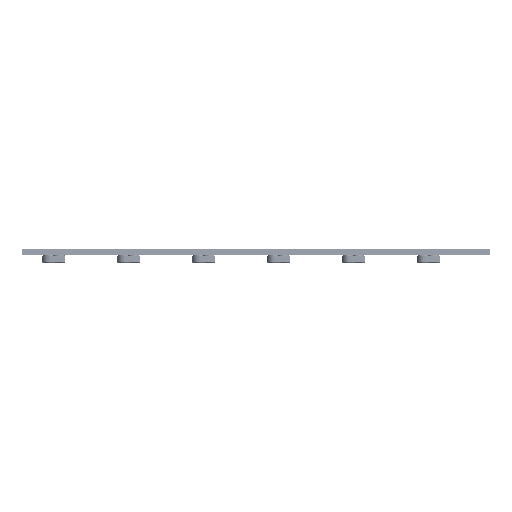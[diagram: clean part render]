
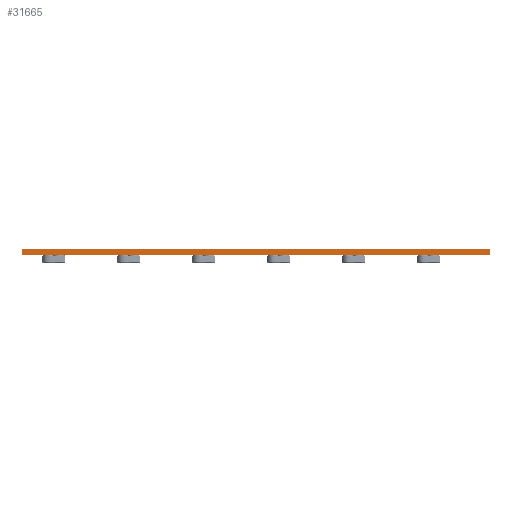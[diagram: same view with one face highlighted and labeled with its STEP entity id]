
A CAD part, left-side view. The second image highlights one B-rep face of the part: STEP entity #31665.
In plain terms, the highlighted planar face has unit normal (-1, 0, 0).
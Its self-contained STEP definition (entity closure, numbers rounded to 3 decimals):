
#31484 = PLANE('',#31485);
#31485 = AXIS2_PLACEMENT_3D('',#31486,#31487,#31488);
#31486 = CARTESIAN_POINT('',(538.163,-35.719,0.));
#31487 = DIRECTION('',(0.,-1.,0.));
#31488 = DIRECTION('',(-1.,0.,0.));
#31509 = VERTEX_POINT('',#31510);
#31510 = CARTESIAN_POINT('',(323.85,-35.719,1.6));
#31524 = PLANE('',#31525);
#31525 = AXIS2_PLACEMENT_3D('',#31526,#31527,#31528);
#31526 = CARTESIAN_POINT('',(431.006,-95.25,1.6));
#31527 = DIRECTION('',(0.,0.,1.));
#31528 = DIRECTION('',(1.,0.,-0.));
#31536 = EDGE_CURVE('',#31537,#31509,#31539,.T.);
#31537 = VERTEX_POINT('',#31538);
#31538 = CARTESIAN_POINT('',(323.85,-35.719,0.));
#31539 = SURFACE_CURVE('',#31540,(#31544,#31551),.PCURVE_S1.);
#31540 = LINE('',#31541,#31542);
#31541 = CARTESIAN_POINT('',(323.85,-35.719,0.));
#31542 = VECTOR('',#31543,1.);
#31543 = DIRECTION('',(0.,0.,1.));
#31544 = PCURVE('',#31484,#31545);
#31545 = DEFINITIONAL_REPRESENTATION('',(#31546),#31550);
#31546 = LINE('',#31547,#31548);
#31547 = CARTESIAN_POINT('',(214.313,0.));
#31548 = VECTOR('',#31549,1.);
#31549 = DIRECTION('',(0.,-1.));
#31550 = ( GEOMETRIC_REPRESENTATION_CONTEXT(2) 
PARAMETRIC_REPRESENTATION_CONTEXT() REPRESENTATION_CONTEXT('2D SPACE',''
  ) );
#31551 = PCURVE('',#31552,#31557);
#31552 = PLANE('',#31553);
#31553 = AXIS2_PLACEMENT_3D('',#31554,#31555,#31556);
#31554 = CARTESIAN_POINT('',(323.85,-35.719,0.));
#31555 = DIRECTION('',(1.,0.,-0.));
#31556 = DIRECTION('',(0.,-1.,0.));
#31557 = DEFINITIONAL_REPRESENTATION('',(#31558),#31562);
#31558 = LINE('',#31559,#31560);
#31559 = CARTESIAN_POINT('',(0.,0.));
#31560 = VECTOR('',#31561,1.);
#31561 = DIRECTION('',(0.,-1.));
#31562 = ( GEOMETRIC_REPRESENTATION_CONTEXT(2) 
PARAMETRIC_REPRESENTATION_CONTEXT() REPRESENTATION_CONTEXT('2D SPACE',''
  ) );
#31578 = PLANE('',#31579);
#31579 = AXIS2_PLACEMENT_3D('',#31580,#31581,#31582);
#31580 = CARTESIAN_POINT('',(431.006,-95.25,0.));
#31581 = DIRECTION('',(0.,0.,1.));
#31582 = DIRECTION('',(1.,0.,-0.));
#31611 = PLANE('',#31612);
#31612 = AXIS2_PLACEMENT_3D('',#31613,#31614,#31615);
#31613 = CARTESIAN_POINT('',(323.85,-154.781,0.));
#31614 = DIRECTION('',(0.,1.,0.));
#31615 = DIRECTION('',(1.,0.,0.));
#31665 = ADVANCED_FACE('',(#31666),#31552,.F.);
#31666 = FACE_BOUND('',#31667,.F.);
#31667 = EDGE_LOOP('',(#31668,#31669,#31692,#31715));
#31668 = ORIENTED_EDGE('',*,*,#31536,.T.);
#31669 = ORIENTED_EDGE('',*,*,#31670,.T.);
#31670 = EDGE_CURVE('',#31509,#31671,#31673,.T.);
#31671 = VERTEX_POINT('',#31672);
#31672 = CARTESIAN_POINT('',(323.85,-154.781,1.6));
#31673 = SURFACE_CURVE('',#31674,(#31678,#31685),.PCURVE_S1.);
#31674 = LINE('',#31675,#31676);
#31675 = CARTESIAN_POINT('',(323.85,-35.719,1.6));
#31676 = VECTOR('',#31677,1.);
#31677 = DIRECTION('',(0.,-1.,0.));
#31678 = PCURVE('',#31552,#31679);
#31679 = DEFINITIONAL_REPRESENTATION('',(#31680),#31684);
#31680 = LINE('',#31681,#31682);
#31681 = CARTESIAN_POINT('',(0.,-1.6));
#31682 = VECTOR('',#31683,1.);
#31683 = DIRECTION('',(1.,0.));
#31684 = ( GEOMETRIC_REPRESENTATION_CONTEXT(2) 
PARAMETRIC_REPRESENTATION_CONTEXT() REPRESENTATION_CONTEXT('2D SPACE',''
  ) );
#31685 = PCURVE('',#31524,#31686);
#31686 = DEFINITIONAL_REPRESENTATION('',(#31687),#31691);
#31687 = LINE('',#31688,#31689);
#31688 = CARTESIAN_POINT('',(-107.156,59.531));
#31689 = VECTOR('',#31690,1.);
#31690 = DIRECTION('',(0.,-1.));
#31691 = ( GEOMETRIC_REPRESENTATION_CONTEXT(2) 
PARAMETRIC_REPRESENTATION_CONTEXT() REPRESENTATION_CONTEXT('2D SPACE',''
  ) );
#31692 = ORIENTED_EDGE('',*,*,#31693,.F.);
#31693 = EDGE_CURVE('',#31694,#31671,#31696,.T.);
#31694 = VERTEX_POINT('',#31695);
#31695 = CARTESIAN_POINT('',(323.85,-154.781,0.));
#31696 = SURFACE_CURVE('',#31697,(#31701,#31708),.PCURVE_S1.);
#31697 = LINE('',#31698,#31699);
#31698 = CARTESIAN_POINT('',(323.85,-154.781,0.));
#31699 = VECTOR('',#31700,1.);
#31700 = DIRECTION('',(0.,0.,1.));
#31701 = PCURVE('',#31552,#31702);
#31702 = DEFINITIONAL_REPRESENTATION('',(#31703),#31707);
#31703 = LINE('',#31704,#31705);
#31704 = CARTESIAN_POINT('',(119.063,0.));
#31705 = VECTOR('',#31706,1.);
#31706 = DIRECTION('',(0.,-1.));
#31707 = ( GEOMETRIC_REPRESENTATION_CONTEXT(2) 
PARAMETRIC_REPRESENTATION_CONTEXT() REPRESENTATION_CONTEXT('2D SPACE',''
  ) );
#31708 = PCURVE('',#31611,#31709);
#31709 = DEFINITIONAL_REPRESENTATION('',(#31710),#31714);
#31710 = LINE('',#31711,#31712);
#31711 = CARTESIAN_POINT('',(0.,0.));
#31712 = VECTOR('',#31713,1.);
#31713 = DIRECTION('',(0.,-1.));
#31714 = ( GEOMETRIC_REPRESENTATION_CONTEXT(2) 
PARAMETRIC_REPRESENTATION_CONTEXT() REPRESENTATION_CONTEXT('2D SPACE',''
  ) );
#31715 = ORIENTED_EDGE('',*,*,#31716,.F.);
#31716 = EDGE_CURVE('',#31537,#31694,#31717,.T.);
#31717 = SURFACE_CURVE('',#31718,(#31722,#31729),.PCURVE_S1.);
#31718 = LINE('',#31719,#31720);
#31719 = CARTESIAN_POINT('',(323.85,-35.719,0.));
#31720 = VECTOR('',#31721,1.);
#31721 = DIRECTION('',(0.,-1.,0.));
#31722 = PCURVE('',#31552,#31723);
#31723 = DEFINITIONAL_REPRESENTATION('',(#31724),#31728);
#31724 = LINE('',#31725,#31726);
#31725 = CARTESIAN_POINT('',(0.,0.));
#31726 = VECTOR('',#31727,1.);
#31727 = DIRECTION('',(1.,0.));
#31728 = ( GEOMETRIC_REPRESENTATION_CONTEXT(2) 
PARAMETRIC_REPRESENTATION_CONTEXT() REPRESENTATION_CONTEXT('2D SPACE',''
  ) );
#31729 = PCURVE('',#31578,#31730);
#31730 = DEFINITIONAL_REPRESENTATION('',(#31731),#31735);
#31731 = LINE('',#31732,#31733);
#31732 = CARTESIAN_POINT('',(-107.156,59.531));
#31733 = VECTOR('',#31734,1.);
#31734 = DIRECTION('',(0.,-1.));
#31735 = ( GEOMETRIC_REPRESENTATION_CONTEXT(2) 
PARAMETRIC_REPRESENTATION_CONTEXT() REPRESENTATION_CONTEXT('2D SPACE',''
  ) );
